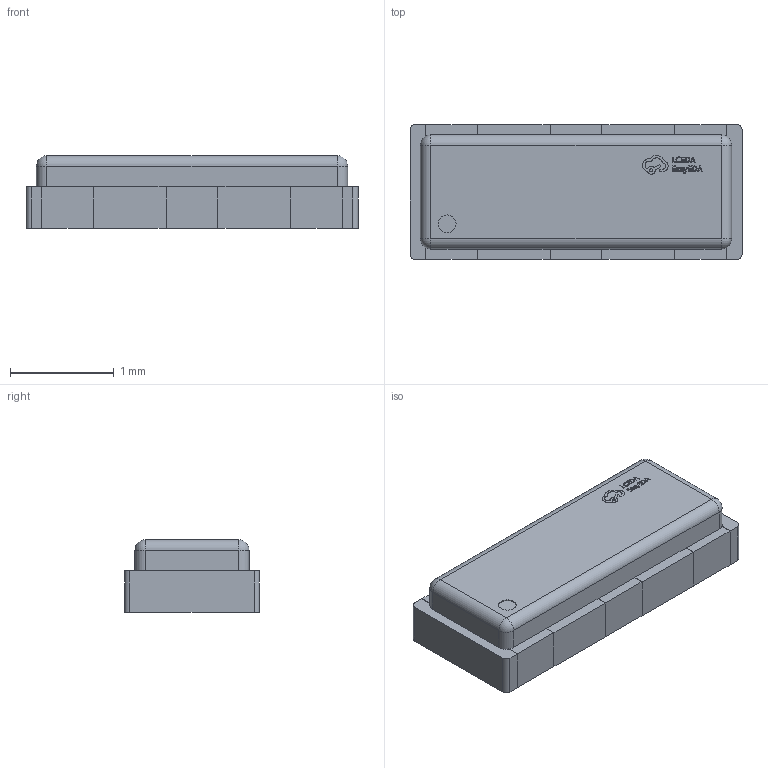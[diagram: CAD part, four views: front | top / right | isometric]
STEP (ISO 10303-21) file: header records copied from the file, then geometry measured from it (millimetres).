
FILE_DESCRIPTION (( 'STEP AP214' ), '1' );
FILE_NAME ('CRYSTAL-SMD_3P-L3.2-W1.3-P1.20-L-1.STEP', '2023-05-17T12:34:48', ( '微软用户' ), ( '微软中国' ), 'SwSTEP 2.0', 'SolidWorks 2020', '' );
FILE_SCHEMA (( 'AUTOMOTIVE_DESIGN' ));
Length unit declared in the file: millimetre
Products named in the file (1): CRYSTAL-SMD_3P-L3.2-W1.3-P1.20-L-1
Bounding box: 3.2 x 1.3 x 0.7 mm (x, y, z)
Volume: 2.6 mm3; surface area: 23.5 mm2
Topology: 4 solids, 4 shells, 295 faces, 781 edges, 510 vertices
Faces by surface type: plane 179, bspline 98, cylinder 14, sphere 4
Entity records: 12730 total; most frequent: CARTESIAN_POINT 2889, ORIENTED_EDGE 1554, DIRECTION 1005, EDGE_CURVE 777, LINE 545, VECTOR 545, VERTEX_POINT 510, EDGE_LOOP 315
